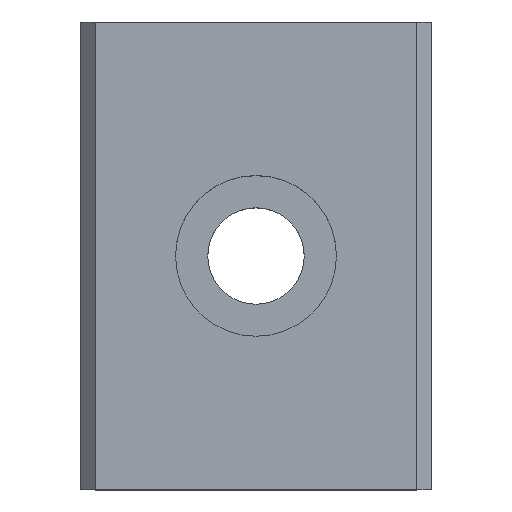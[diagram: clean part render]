
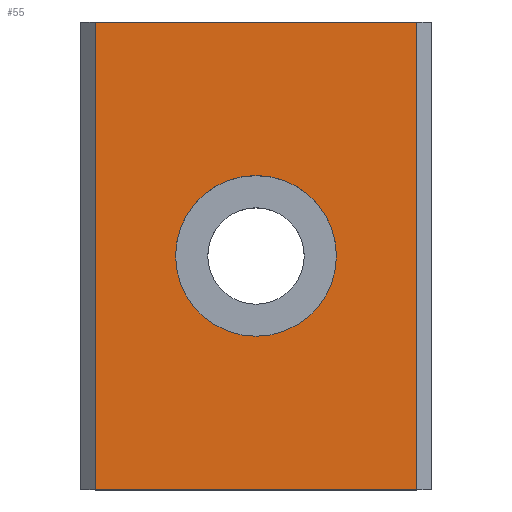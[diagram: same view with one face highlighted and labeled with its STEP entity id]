
A CAD part, top view. The second image highlights one B-rep face of the part: STEP entity #55.
In plain terms, the highlighted planar face has unit normal (0, 0, 1).
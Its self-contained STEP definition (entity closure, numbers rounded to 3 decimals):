
#55=ADVANCED_FACE('',(#82,#83),#84,.T.);
#82=FACE_BOUND('',#115,.T.);
#83=FACE_OUTER_BOUND('',#116,.T.);
#84=PLANE('',#117);
#115=EDGE_LOOP('',(#201,#202));
#116=EDGE_LOOP('',(#203,#204,#205,#206));
#117=AXIS2_PLACEMENT_3D('',#207,#208,#209);
#201=ORIENTED_EDGE('',*,*,#278,.T.);
#202=ORIENTED_EDGE('',*,*,#252,.T.);
#203=ORIENTED_EDGE('',*,*,#273,.F.);
#204=ORIENTED_EDGE('',*,*,#263,.F.);
#205=ORIENTED_EDGE('',*,*,#279,.F.);
#206=ORIENTED_EDGE('',*,*,#275,.F.);
#207=CARTESIAN_POINT('',(0.,0.,12.0));
#208=DIRECTION('',(0.0,0.0,1.0));
#209=DIRECTION('',(1.0,0.0,0.0));
#252=EDGE_CURVE('',#290,#294,#296,.T.);
#263=EDGE_CURVE('',#313,#315,#316,.T.);
#273=EDGE_CURVE('',#315,#327,#331,.T.);
#275=EDGE_CURVE('',#327,#333,#334,.T.);
#278=EDGE_CURVE('',#294,#290,#338,.T.);
#279=EDGE_CURVE('',#333,#313,#339,.T.);
#290=VERTEX_POINT('',#352);
#294=VERTEX_POINT('',#357);
#296=CIRCLE('',#360,5.5);
#313=VERTEX_POINT('',#384);
#315=VERTEX_POINT('',#387);
#316=LINE('',#388,#389);
#327=VERTEX_POINT('',#406);
#331=LINE('',#412,#413);
#333=VERTEX_POINT('',#416);
#334=LINE('',#417,#418);
#338=CIRCLE('',#424,5.5);
#339=LINE('',#425,#426);
#352=CARTESIAN_POINT('',(-5.5,0.,12.0));
#357=CARTESIAN_POINT('',(5.5,0.,12.0));
#360=AXIS2_PLACEMENT_3D('',#442,#443,#444);
#384=CARTESIAN_POINT('',(-11.0,16.0,12.0));
#387=CARTESIAN_POINT('',(11.0,16.0,12.0));
#388=CARTESIAN_POINT('',(-12.0,16.0,12.0));
#389=VECTOR('',#459,10.0);
#406=CARTESIAN_POINT('',(11.0,-16.0,12.0));
#412=CARTESIAN_POINT('',(11.0,8.,12.0));
#413=VECTOR('',#471,10.0);
#416=CARTESIAN_POINT('',(-11.0,-16.0,12.0));
#417=CARTESIAN_POINT('',(12.0,-16.0,12.0));
#418=VECTOR('',#473,10.0);
#424=AXIS2_PLACEMENT_3D('',#476,#477,#478);
#425=CARTESIAN_POINT('',(-11.0,-8.0,12.0));
#426=VECTOR('',#479,10.0);
#442=CARTESIAN_POINT('',(0.0,0.0,12.0));
#443=DIRECTION('',(-0.0,0.0,-1.0));
#444=DIRECTION('',(-1.0,0.0,0.0));
#459=DIRECTION('',(1.0,0.,0.0));
#471=DIRECTION('',(0.,-1.0,0.0));
#473=DIRECTION('',(-1.0,0.,-0.0));
#476=CARTESIAN_POINT('',(0.0,0.0,12.0));
#477=DIRECTION('',(-0.0,0.0,-1.0));
#478=DIRECTION('',(-1.0,0.0,0.0));
#479=DIRECTION('',(0.,1.0,0.0));
